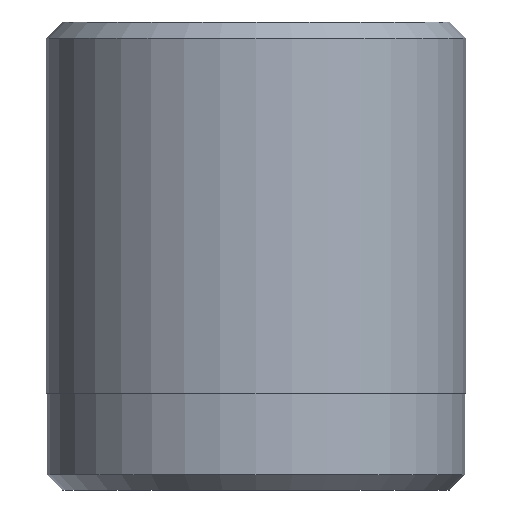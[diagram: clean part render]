
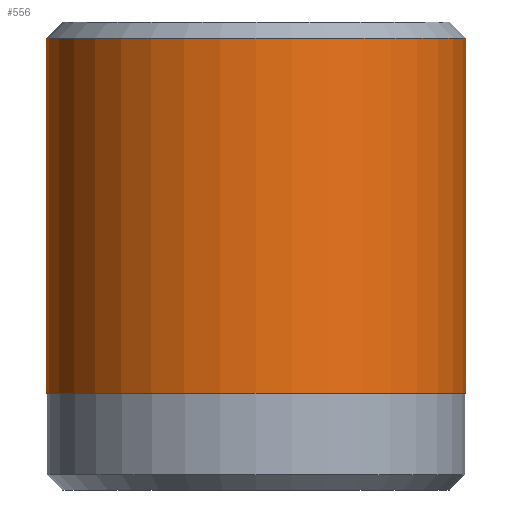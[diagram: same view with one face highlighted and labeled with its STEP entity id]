
A CAD part, front view. The second image highlights one B-rep face of the part: STEP entity #556.
In plain terms, the highlighted cylindrical face has radius 6.5 mm (diameter 13 mm), a partial arc.
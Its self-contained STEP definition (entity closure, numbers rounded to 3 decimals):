
#9 = VECTOR ( 'NONE', #1001, 1000. ) ;
#68 = DIRECTION ( 'NONE',  ( -1., 0., 0. ) ) ;
#83 = LINE ( 'NONE', #749, #9 ) ;
#111 = EDGE_CURVE ( 'NONE', #1332, #706, #1056, .T. ) ;
#144 = ORIENTED_EDGE ( 'NONE', *, *, #1271, .F. ) ;
#159 = VERTEX_POINT ( 'NONE', #1145 ) ;
#187 = DIRECTION ( 'NONE',  ( 0., 0., -1. ) ) ;
#249 = EDGE_CURVE ( 'NONE', #706, #159, #83, .T. ) ;
#260 = AXIS2_PLACEMENT_3D ( 'NONE', #881, #187, #68 ) ;
#287 = DIRECTION ( 'NONE',  ( 0., 0., -1. ) ) ;
#331 = AXIS2_PLACEMENT_3D ( 'NONE', #500, #1348, #623 ) ;
#477 = CARTESIAN_POINT ( 'NONE',  ( 6.5, 0., 14.5 ) ) ;
#500 = CARTESIAN_POINT ( 'NONE',  ( 0., 0., 14. ) ) ;
#556 = ADVANCED_FACE ( 'NONE', ( #649 ), #925, .T. ) ;
#563 = CARTESIAN_POINT ( 'NONE',  ( -6.5, 0., 14. ) ) ;
#566 = ORIENTED_EDGE ( 'NONE', *, *, #111, .T. ) ;
#623 = DIRECTION ( 'NONE',  ( 1., 0., 0. ) ) ;
#649 = FACE_OUTER_BOUND ( 'NONE', #1221, .T. ) ;
#706 = VERTEX_POINT ( 'NONE', #563 ) ;
#732 = CARTESIAN_POINT ( 'NONE',  ( 6.5, 0., 3. ) ) ;
#741 = AXIS2_PLACEMENT_3D ( 'NONE', #988, #287, #1110 ) ;
#749 = CARTESIAN_POINT ( 'NONE',  ( -6.5, 0., 14.5 ) ) ;
#781 = VERTEX_POINT ( 'NONE', #732 ) ;
#818 = DIRECTION ( 'NONE',  ( 0., 0., -1. ) ) ;
#827 = CIRCLE ( 'NONE', #741, 6.5 ) ;
#881 = CARTESIAN_POINT ( 'NONE',  ( 0., 0., 14.5 ) ) ;
#903 = ORIENTED_EDGE ( 'NONE', *, *, #1043, .F. ) ;
#925 = CYLINDRICAL_SURFACE ( 'NONE', #260, 6.5 ) ;
#988 = CARTESIAN_POINT ( 'NONE',  ( 0., 0., 3. ) ) ;
#1001 = DIRECTION ( 'NONE',  ( 0., 0., -1. ) ) ;
#1043 = EDGE_CURVE ( 'NONE', #1332, #781, #1226, .T. ) ;
#1056 = CIRCLE ( 'NONE', #331, 6.5 ) ;
#1110 = DIRECTION ( 'NONE',  ( -1., 0., 0. ) ) ;
#1145 = CARTESIAN_POINT ( 'NONE',  ( -6.5, 0., 3. ) ) ;
#1187 = VECTOR ( 'NONE', #818, 1000. ) ;
#1221 = EDGE_LOOP ( 'NONE', ( #903, #566, #1307, #144 ) ) ;
#1226 = LINE ( 'NONE', #477, #1187 ) ;
#1249 = CARTESIAN_POINT ( 'NONE',  ( 6.5, 0., 14. ) ) ;
#1271 = EDGE_CURVE ( 'NONE', #781, #159, #827, .T. ) ;
#1307 = ORIENTED_EDGE ( 'NONE', *, *, #249, .T. ) ;
#1332 = VERTEX_POINT ( 'NONE', #1249 ) ;
#1348 = DIRECTION ( 'NONE',  ( 0., 0., -1. ) ) ;
